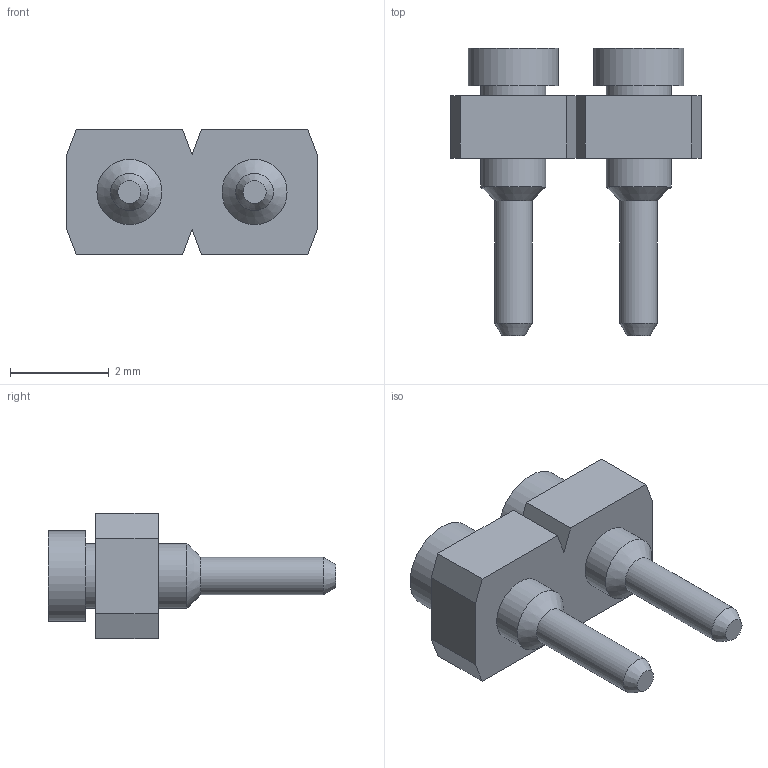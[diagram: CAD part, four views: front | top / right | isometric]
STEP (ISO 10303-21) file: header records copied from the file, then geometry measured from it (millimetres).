
FILE_DESCRIPTION( ( 'STEP AP214' ), '1' );
FILE_NAME( 'SL-102-G-10.stp', '2019-02-19T11:00:53', ( '' ), ( '' ), ' ', 'PARTsolutions', ' ' );
FILE_SCHEMA( ( 'AUTOMOTIVE_DESIGN { 1 0 10303 214 1 1 1 1 }' ) );
Length unit declared in the file: inch
Products named in the file (3): SL-102-G-10; _SL-102_socket; _SC-3P1_pins
Assembly tree (3 placements, depth 2):
  SL-102-G-10
    _SL-102_socket
    _SC-3P1_pins  x2
Bounding box: 5.08 x 5.84 x 2.54 mm (x, y, z)
Volume: 20.8 mm3; surface area: 121.9 mm2
Topology: 3 solids, 3 shells, 52 faces, 108 edges, 68 vertices
Faces by surface type: plane 26, cylinder 14, cone 12
Full cylindrical faces by diameter (mm): 0.533 x2, 0.762 x2, 0.864 x2, 1.321 x6, 1.829 x2
Entity records: 1230 total; most frequent: DIRECTION 160, CARTESIAN_POINT 150, ORIENTED_EDGE 124, EDGE_CURVE 62, AXIS2_PLACEMENT_3D 59, EDGE_LOOP 56, VERTEX_POINT 49, FACE_OUTER_BOUND 43
